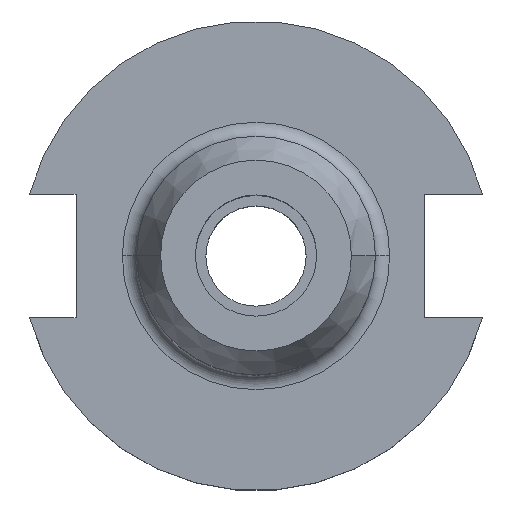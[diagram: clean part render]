
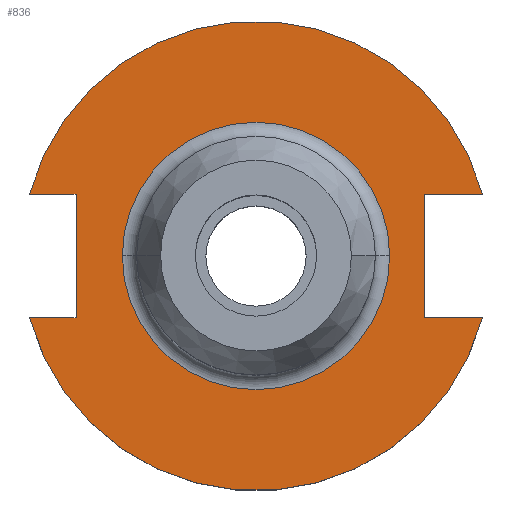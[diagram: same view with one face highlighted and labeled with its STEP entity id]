
A CAD part, top view. The second image highlights one B-rep face of the part: STEP entity #836.
In plain terms, the highlighted planar face has unit normal (0, 0, 1).
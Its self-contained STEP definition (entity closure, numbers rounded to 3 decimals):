
#20 = EDGE_CURVE ( 'NONE', #418, #1149, #1350, .T. ) ;
#35 = CARTESIAN_POINT ( 'NONE',  ( 35.306, 12.954, 19.05 ) ) ;
#41 = AXIS2_PLACEMENT_3D ( 'NONE', #379, #501, #256 ) ;
#42 = DIRECTION ( 'NONE',  ( 1., 0., 0. ) ) ;
#56 = ORIENTED_EDGE ( 'NONE', *, *, #827, .F. ) ;
#89 = VERTEX_POINT ( 'NONE', #1490 ) ;
#103 = ORIENTED_EDGE ( 'NONE', *, *, #1612, .T. ) ;
#105 = CARTESIAN_POINT ( 'NONE',  ( -37.719, 12.954, 19.05 ) ) ;
#122 = VECTOR ( 'NONE', #1599, 1000. ) ;
#127 = DIRECTION ( 'NONE',  ( 0., -1., 0. ) ) ;
#135 = PLANE ( 'NONE',  #1130 ) ;
#152 = VERTEX_POINT ( 'NONE', #1134 ) ;
#182 = VECTOR ( 'NONE', #801, 1000. ) ;
#207 = ORIENTED_EDGE ( 'NONE', *, *, #1228, .F. ) ;
#256 = DIRECTION ( 'NONE',  ( 1., 0., 0. ) ) ;
#257 = DIRECTION ( 'NONE',  ( 0., 0., 1. ) ) ;
#264 = VERTEX_POINT ( 'NONE', #105 ) ;
#277 = VERTEX_POINT ( 'NONE', #1373 ) ;
#305 = ORIENTED_EDGE ( 'NONE', *, *, #20, .T. ) ;
#315 = CARTESIAN_POINT ( 'NONE',  ( -63.719, 12.954, 19.05 ) ) ;
#378 = EDGE_CURVE ( 'NONE', #491, #1149, #549, .T. ) ;
#379 = CARTESIAN_POINT ( 'NONE',  ( 0., 0., 19.05 ) ) ;
#409 = ORIENTED_EDGE ( 'NONE', *, *, #1052, .F. ) ;
#418 = VERTEX_POINT ( 'NONE', #918 ) ;
#444 = CARTESIAN_POINT ( 'NONE',  ( 35.306, 12.954, 19.05 ) ) ;
#454 = CIRCLE ( 'NONE', #1422, 28.019 ) ;
#491 = VERTEX_POINT ( 'NONE', #1085 ) ;
#501 = DIRECTION ( 'NONE',  ( 0., 0., 1. ) ) ;
#507 = VECTOR ( 'NONE', #127, 1000. ) ;
#525 = VERTEX_POINT ( 'NONE', #752 ) ;
#528 = VECTOR ( 'NONE', #604, 1000. ) ;
#549 = LINE ( 'NONE', #680, #182 ) ;
#570 = CARTESIAN_POINT ( 'NONE',  ( 0., 0., 19.05 ) ) ;
#574 = LINE ( 'NONE', #1574, #1157 ) ;
#594 = CIRCLE ( 'NONE', #819, 28.019 ) ;
#604 = DIRECTION ( 'NONE',  ( 0., 1., 0. ) ) ;
#630 = CARTESIAN_POINT ( 'NONE',  ( 0., 49.212, 19.05 ) ) ;
#636 = EDGE_LOOP ( 'NONE', ( #305, #1242, #56, #207, #1030, #715, #985, #409 ) ) ;
#641 = EDGE_CURVE ( 'NONE', #525, #264, #857, .T. ) ;
#646 = VECTOR ( 'NONE', #678, 1000. ) ;
#678 = DIRECTION ( 'NONE',  ( -1., 0., 0. ) ) ;
#680 = CARTESIAN_POINT ( 'NONE',  ( 35.306, -12.954, 19.05 ) ) ;
#682 = VERTEX_POINT ( 'NONE', #1613 ) ;
#693 = DIRECTION ( 'NONE',  ( 1., 0., 0. ) ) ;
#701 = EDGE_CURVE ( 'NONE', #152, #89, #454, .T. ) ;
#715 = ORIENTED_EDGE ( 'NONE', *, *, #1534, .F. ) ;
#720 = EDGE_CURVE ( 'NONE', #277, #682, #1079, .T. ) ;
#752 = CARTESIAN_POINT ( 'NONE',  ( -37.719, -12.954, 19.05 ) ) ;
#765 = AXIS2_PLACEMENT_3D ( 'NONE', #1237, #1527, #1538 ) ;
#789 = CARTESIAN_POINT ( 'NONE',  ( 47.477, -12.954, 19.05 ) ) ;
#801 = DIRECTION ( 'NONE',  ( 1., 0., 0. ) ) ;
#819 = AXIS2_PLACEMENT_3D ( 'NONE', #570, #1456, #693 ) ;
#827 = EDGE_CURVE ( 'NONE', #1431, #491, #839, .T. ) ;
#836 = ADVANCED_FACE ( 'NONE', ( #1144, #1544 ), #135, .T. ) ;
#839 = LINE ( 'NONE', #1257, #507 ) ;
#843 = ORIENTED_EDGE ( 'NONE', *, *, #701, .T. ) ;
#857 = LINE ( 'NONE', #1464, #528 ) ;
#918 = CARTESIAN_POINT ( 'NONE',  ( -47.477, -12.954, 19.05 ) ) ;
#969 = LINE ( 'NONE', #315, #646 ) ;
#985 = ORIENTED_EDGE ( 'NONE', *, *, #641, .F. ) ;
#1030 = ORIENTED_EDGE ( 'NONE', *, *, #720, .T. ) ;
#1052 = EDGE_CURVE ( 'NONE', #418, #525, #574, .T. ) ;
#1079 = CIRCLE ( 'NONE', #41, 49.212 ) ;
#1085 = CARTESIAN_POINT ( 'NONE',  ( 35.306, -12.954, 19.05 ) ) ;
#1114 = DIRECTION ( 'NONE',  ( 0., 0., -1. ) ) ;
#1128 = DIRECTION ( 'NONE',  ( 1., 0., 0. ) ) ;
#1130 = AXIS2_PLACEMENT_3D ( 'NONE', #630, #257, #1128 ) ;
#1134 = CARTESIAN_POINT ( 'NONE',  ( -28.019, 0., 19.05 ) ) ;
#1138 = DIRECTION ( 'NONE',  ( 1., 0., 0. ) ) ;
#1144 = FACE_BOUND ( 'NONE', #1397, .T. ) ;
#1149 = VERTEX_POINT ( 'NONE', #789 ) ;
#1157 = VECTOR ( 'NONE', #42, 1000. ) ;
#1228 = EDGE_CURVE ( 'NONE', #277, #1431, #1418, .T. ) ;
#1237 = CARTESIAN_POINT ( 'NONE',  ( 0., 0., 19.05 ) ) ;
#1242 = ORIENTED_EDGE ( 'NONE', *, *, #378, .F. ) ;
#1257 = CARTESIAN_POINT ( 'NONE',  ( 35.306, 12.954, 19.05 ) ) ;
#1350 = CIRCLE ( 'NONE', #765, 49.212 ) ;
#1373 = CARTESIAN_POINT ( 'NONE',  ( 47.477, 12.954, 19.05 ) ) ;
#1397 = EDGE_LOOP ( 'NONE', ( #103, #843 ) ) ;
#1418 = LINE ( 'NONE', #444, #122 ) ;
#1422 = AXIS2_PLACEMENT_3D ( 'NONE', #1482, #1114, #1138 ) ;
#1431 = VERTEX_POINT ( 'NONE', #35 ) ;
#1456 = DIRECTION ( 'NONE',  ( 0., 0., -1. ) ) ;
#1464 = CARTESIAN_POINT ( 'NONE',  ( -37.719, 12.954, 19.05 ) ) ;
#1482 = CARTESIAN_POINT ( 'NONE',  ( 0., 0., 19.05 ) ) ;
#1490 = CARTESIAN_POINT ( 'NONE',  ( 28.019, 0., 19.05 ) ) ;
#1527 = DIRECTION ( 'NONE',  ( 0., 0., 1. ) ) ;
#1534 = EDGE_CURVE ( 'NONE', #264, #682, #969, .T. ) ;
#1538 = DIRECTION ( 'NONE',  ( 1., 0., 0. ) ) ;
#1544 = FACE_OUTER_BOUND ( 'NONE', #636, .T. ) ;
#1574 = CARTESIAN_POINT ( 'NONE',  ( -63.719, -12.954, 19.05 ) ) ;
#1599 = DIRECTION ( 'NONE',  ( -1., 0., 0. ) ) ;
#1612 = EDGE_CURVE ( 'NONE', #89, #152, #594, .T. ) ;
#1613 = CARTESIAN_POINT ( 'NONE',  ( -47.477, 12.954, 19.05 ) ) ;
